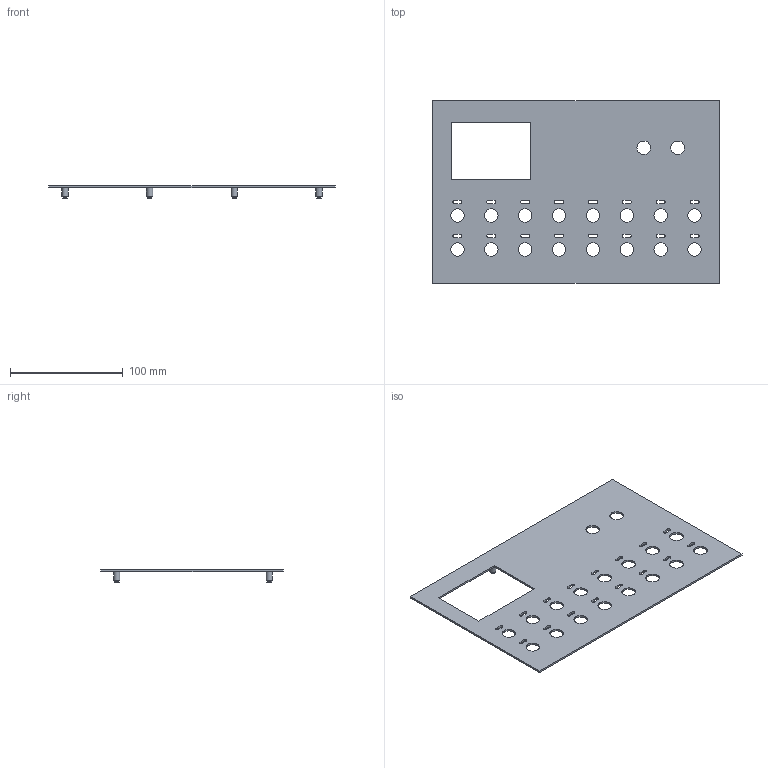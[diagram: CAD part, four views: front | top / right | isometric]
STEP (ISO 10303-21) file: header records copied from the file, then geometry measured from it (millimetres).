
FILE_DESCRIPTION(('Open CASCADE Model'),'2;1');
FILE_NAME('Open CASCADE Shape Model','2023-05-06T19:29:02',('Author'),( 'Open CASCADE'),'Open CASCADE STEP processor 6.8','Open CASCADE 6.8' ,'Unknown');
FILE_SCHEMA(('AUTOMOTIVE_DESIGN { 1 0 10303 214 1 1 1 1 }'));
Length unit declared in the file: millimetre
Products named in the file (12): PCB; Board; Open CASCADE STEP translator 6.8 2.1.1; N8; PCB_Nut_M3x8mm; N7; N6; N5; N4; N3; N2; N1
Assembly tree (18 placements, depth 3):
  PCB
    Board
      Open CASCADE STEP translator 6.8 2.1.1
    N8
      PCB_Nut_M3x8mm
    N7
      PCB_Nut_M3x8mm
    N6
      PCB_Nut_M3x8mm
    N5
      PCB_Nut_M3x8mm
    N4
      PCB_Nut_M3x8mm
    N3
      PCB_Nut_M3x8mm
    N2
      PCB_Nut_M3x8mm
    N1
      PCB_Nut_M3x8mm
Bounding box: 254 x 161.7 x 11.15 mm (x, y, z)
Volume: 58175.4 mm3; surface area: 76281.2 mm2
Topology: 9 solids, 9 shells, 484 faces, 1358 edges, 900 vertices
Faces by surface type: cylinder 386, plane 66, bspline 16, cone 16
Full cylindrical faces by diameter (mm): 2.529 x80, 3.086 x40, 4.09 x8, 5.56 x8, 12 x18
Entity records: 7399 total; most frequent: CARTESIAN_POINT 3338, ORIENTED_EDGE 812, DIRECTION 748, EDGE_CURVE 406, VERTEX_POINT 270, AXIS2_PLACEMENT_3D 268, FACE_BOUND 214, EDGE_LOOP 214
